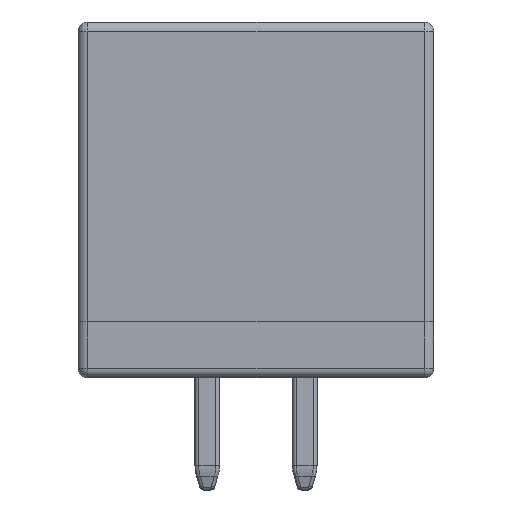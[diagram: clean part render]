
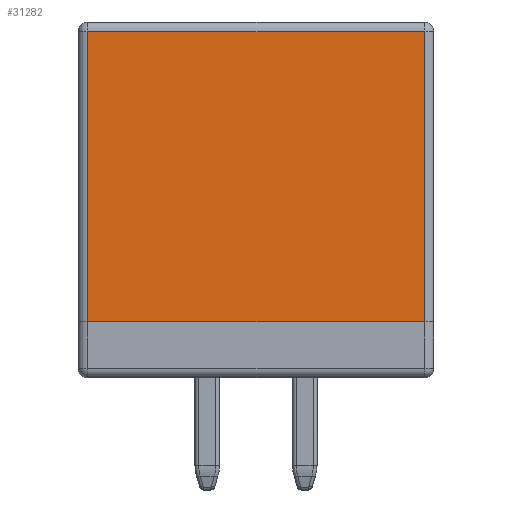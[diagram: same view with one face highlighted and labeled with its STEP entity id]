
A CAD part, left-side view. The second image highlights one B-rep face of the part: STEP entity #31282.
In plain terms, the highlighted face is planar.
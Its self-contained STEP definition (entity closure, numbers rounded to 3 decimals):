
#28932 = CYLINDRICAL_SURFACE('',#28933,0.25);
#28933 = AXIS2_PLACEMENT_3D('',#28934,#28935,#28936);
#28934 = CARTESIAN_POINT('',(3.56,-4.385,1.46));
#28935 = DIRECTION('',(0.,0.,1.));
#28936 = DIRECTION('',(0.,-1.,0.));
#29207 = CYLINDRICAL_SURFACE('',#29208,0.25);
#29208 = AXIS2_PLACEMENT_3D('',#29209,#29210,#29211);
#29209 = CARTESIAN_POINT('',(3.56,-4.635,9.02));
#29210 = DIRECTION('',(0.,1.,0.));
#29211 = DIRECTION('',(0.,0.,1.));
#30172 = VERTEX_POINT('',#30173);
#30173 = CARTESIAN_POINT('',(3.81,-4.385,1.46));
#30195 = EDGE_CURVE('',#30172,#30196,#30198,.T.);
#30196 = VERTEX_POINT('',#30197);
#30197 = CARTESIAN_POINT('',(3.81,-4.385,9.02));
#30198 = SURFACE_CURVE('',#30199,(#30203,#30210),.PCURVE_S1.);
#30199 = LINE('',#30200,#30201);
#30200 = CARTESIAN_POINT('',(3.81,-4.385,1.46));
#30201 = VECTOR('',#30202,1.);
#30202 = DIRECTION('',(0.,0.,1.));
#30203 = PCURVE('',#28932,#30204);
#30204 = DEFINITIONAL_REPRESENTATION('',(#30205),#30209);
#30205 = LINE('',#30206,#30207);
#30206 = CARTESIAN_POINT('',(1.571,0.));
#30207 = VECTOR('',#30208,1.);
#30208 = DIRECTION('',(0.,1.));
#30209 = ( GEOMETRIC_REPRESENTATION_CONTEXT(2) 
PARAMETRIC_REPRESENTATION_CONTEXT() REPRESENTATION_CONTEXT('2D SPACE',''
  ) );
#30210 = PCURVE('',#30211,#30216);
#30211 = PLANE('',#30212);
#30212 = AXIS2_PLACEMENT_3D('',#30213,#30214,#30215);
#30213 = CARTESIAN_POINT('',(3.81,-4.635,1.46));
#30214 = DIRECTION('',(-1.,0.,0.));
#30215 = DIRECTION('',(0.,1.,0.));
#30216 = DEFINITIONAL_REPRESENTATION('',(#30217),#30221);
#30217 = LINE('',#30218,#30219);
#30218 = CARTESIAN_POINT('',(0.25,0.));
#30219 = VECTOR('',#30220,1.);
#30220 = DIRECTION('',(0.,-1.));
#30221 = ( GEOMETRIC_REPRESENTATION_CONTEXT(2) 
PARAMETRIC_REPRESENTATION_CONTEXT() REPRESENTATION_CONTEXT('2D SPACE',''
  ) );
#30379 = EDGE_CURVE('',#30196,#30380,#30382,.T.);
#30380 = VERTEX_POINT('',#30381);
#30381 = CARTESIAN_POINT('',(3.81,4.385,9.02));
#30382 = SURFACE_CURVE('',#30383,(#30387,#30394),.PCURVE_S1.);
#30383 = LINE('',#30384,#30385);
#30384 = CARTESIAN_POINT('',(3.81,-4.635,9.02));
#30385 = VECTOR('',#30386,1.);
#30386 = DIRECTION('',(0.,1.,0.));
#30387 = PCURVE('',#29207,#30388);
#30388 = DEFINITIONAL_REPRESENTATION('',(#30389),#30393);
#30389 = LINE('',#30390,#30391);
#30390 = CARTESIAN_POINT('',(1.571,0.));
#30391 = VECTOR('',#30392,1.);
#30392 = DIRECTION('',(0.,1.));
#30393 = ( GEOMETRIC_REPRESENTATION_CONTEXT(2) 
PARAMETRIC_REPRESENTATION_CONTEXT() REPRESENTATION_CONTEXT('2D SPACE',''
  ) );
#30394 = PCURVE('',#30211,#30395);
#30395 = DEFINITIONAL_REPRESENTATION('',(#30396),#30400);
#30396 = LINE('',#30397,#30398);
#30397 = CARTESIAN_POINT('',(0.,-7.56));
#30398 = VECTOR('',#30399,1.);
#30399 = DIRECTION('',(1.,0.));
#30400 = ( GEOMETRIC_REPRESENTATION_CONTEXT(2) 
PARAMETRIC_REPRESENTATION_CONTEXT() REPRESENTATION_CONTEXT('2D SPACE',''
  ) );
#30897 = PLANE('',#30898);
#30898 = AXIS2_PLACEMENT_3D('',#30899,#30900,#30901);
#30899 = CARTESIAN_POINT('',(3.81,4.635,0.));
#30900 = DIRECTION('',(1.,0.,0.));
#30901 = DIRECTION('',(0.,-1.,0.));
#31034 = CYLINDRICAL_SURFACE('',#31035,0.25);
#31035 = AXIS2_PLACEMENT_3D('',#31036,#31037,#31038);
#31036 = CARTESIAN_POINT('',(3.56,4.385,1.46));
#31037 = DIRECTION('',(0.,0.,1.));
#31038 = DIRECTION('',(0.,1.,0.));
#31052 = VERTEX_POINT('',#31053);
#31053 = CARTESIAN_POINT('',(3.81,4.385,1.46));
#31282 = ADVANCED_FACE('',(#31283),#30211,.F.);
#31283 = FACE_BOUND('',#31284,.F.);
#31284 = EDGE_LOOP('',(#31285,#31306,#31307,#31308));
#31285 = ORIENTED_EDGE('',*,*,#31286,.T.);
#31286 = EDGE_CURVE('',#31052,#30172,#31287,.T.);
#31287 = SURFACE_CURVE('',#31288,(#31292,#31299),.PCURVE_S1.);
#31288 = LINE('',#31289,#31290);
#31289 = CARTESIAN_POINT('',(3.81,4.635,1.46));
#31290 = VECTOR('',#31291,1.);
#31291 = DIRECTION('',(0.,-1.,0.));
#31292 = PCURVE('',#30211,#31293);
#31293 = DEFINITIONAL_REPRESENTATION('',(#31294),#31298);
#31294 = LINE('',#31295,#31296);
#31295 = CARTESIAN_POINT('',(9.27,0.));
#31296 = VECTOR('',#31297,1.);
#31297 = DIRECTION('',(-1.,0.));
#31298 = ( GEOMETRIC_REPRESENTATION_CONTEXT(2) 
PARAMETRIC_REPRESENTATION_CONTEXT() REPRESENTATION_CONTEXT('2D SPACE',''
  ) );
#31299 = PCURVE('',#30897,#31300);
#31300 = DEFINITIONAL_REPRESENTATION('',(#31301),#31305);
#31301 = LINE('',#31302,#31303);
#31302 = CARTESIAN_POINT('',(0.,-1.46));
#31303 = VECTOR('',#31304,1.);
#31304 = DIRECTION('',(1.,0.));
#31305 = ( GEOMETRIC_REPRESENTATION_CONTEXT(2) 
PARAMETRIC_REPRESENTATION_CONTEXT() REPRESENTATION_CONTEXT('2D SPACE',''
  ) );
#31306 = ORIENTED_EDGE('',*,*,#30195,.T.);
#31307 = ORIENTED_EDGE('',*,*,#30379,.T.);
#31308 = ORIENTED_EDGE('',*,*,#31309,.F.);
#31309 = EDGE_CURVE('',#31052,#30380,#31310,.T.);
#31310 = SURFACE_CURVE('',#31311,(#31315,#31322),.PCURVE_S1.);
#31311 = LINE('',#31312,#31313);
#31312 = CARTESIAN_POINT('',(3.81,4.385,1.46));
#31313 = VECTOR('',#31314,1.);
#31314 = DIRECTION('',(0.,0.,1.));
#31315 = PCURVE('',#30211,#31316);
#31316 = DEFINITIONAL_REPRESENTATION('',(#31317),#31321);
#31317 = LINE('',#31318,#31319);
#31318 = CARTESIAN_POINT('',(9.02,0.));
#31319 = VECTOR('',#31320,1.);
#31320 = DIRECTION('',(0.,-1.));
#31321 = ( GEOMETRIC_REPRESENTATION_CONTEXT(2) 
PARAMETRIC_REPRESENTATION_CONTEXT() REPRESENTATION_CONTEXT('2D SPACE',''
  ) );
#31322 = PCURVE('',#31034,#31323);
#31323 = DEFINITIONAL_REPRESENTATION('',(#31324),#31328);
#31324 = LINE('',#31325,#31326);
#31325 = CARTESIAN_POINT('',(-1.571,0.));
#31326 = VECTOR('',#31327,1.);
#31327 = DIRECTION('',(-0.,1.));
#31328 = ( GEOMETRIC_REPRESENTATION_CONTEXT(2) 
PARAMETRIC_REPRESENTATION_CONTEXT() REPRESENTATION_CONTEXT('2D SPACE',''
  ) );
